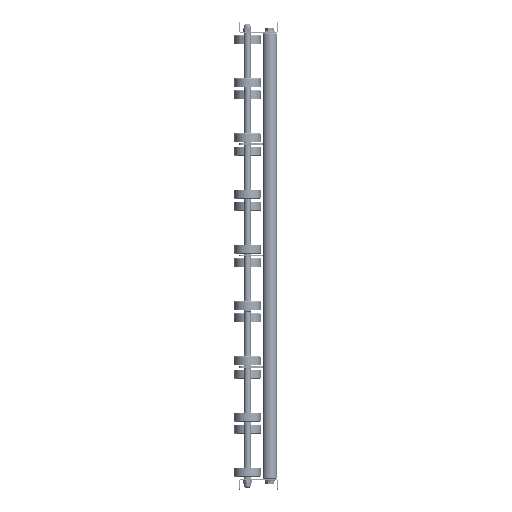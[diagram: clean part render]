
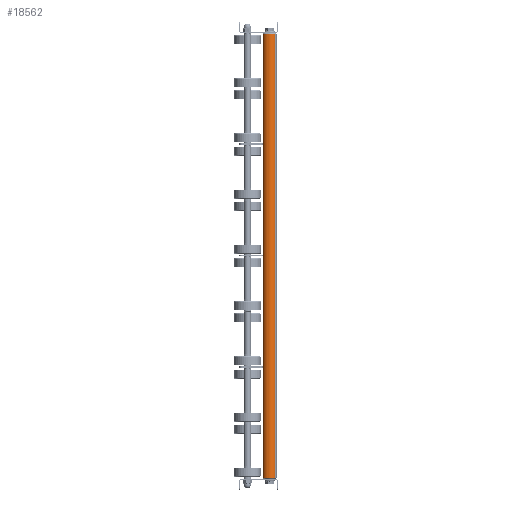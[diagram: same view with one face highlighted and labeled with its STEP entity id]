
A CAD part, left-side view. The second image highlights one B-rep face of the part: STEP entity #18562.
In plain terms, the highlighted cylindrical face has radius 12.5 mm (diameter 25 mm), a partial arc.
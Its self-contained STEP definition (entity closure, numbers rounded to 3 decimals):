
#621 = DIRECTION ( 'NONE',  ( 0., 0., -1. ) ) ;
#1214 = ORIENTED_EDGE ( 'NONE', *, *, #18672, .F. ) ;
#1371 = DIRECTION ( 'NONE',  ( 0., 0., 1. ) ) ;
#2104 = CARTESIAN_POINT ( 'NONE',  ( 800., 0., -12.5 ) ) ;
#2179 = EDGE_CURVE ( 'NONE', #14033, #3348, #23025, .T. ) ;
#3348 = VERTEX_POINT ( 'NONE', #14862 ) ;
#3424 = VERTEX_POINT ( 'NONE', #12196 ) ;
#3787 = LINE ( 'NONE', #5570, #13410 ) ;
#4587 = LINE ( 'NONE', #2104, #16998 ) ;
#5198 = CIRCLE ( 'NONE', #8075, 12.5 ) ;
#5498 = CARTESIAN_POINT ( 'NONE',  ( 1., 0., 12.5 ) ) ;
#5570 = CARTESIAN_POINT ( 'NONE',  ( 800., 0., 12.5 ) ) ;
#5665 = AXIS2_PLACEMENT_3D ( 'NONE', #5804, #21632, #1371 ) ;
#5804 = CARTESIAN_POINT ( 'NONE',  ( 800., 0., 0. ) ) ;
#6256 = CARTESIAN_POINT ( 'NONE',  ( 799., 0., -12.5 ) ) ;
#7435 = AXIS2_PLACEMENT_3D ( 'NONE', #9922, #25310, #621 ) ;
#8075 = AXIS2_PLACEMENT_3D ( 'NONE', #19447, #12370, #26264 ) ;
#8462 = FACE_OUTER_BOUND ( 'NONE', #19243, .T. ) ;
#9823 = VERTEX_POINT ( 'NONE', #5498 ) ;
#9922 = CARTESIAN_POINT ( 'NONE',  ( 799., 0., 0. ) ) ;
#12196 = CARTESIAN_POINT ( 'NONE',  ( 1., 0., -12.5 ) ) ;
#12370 = DIRECTION ( 'NONE',  ( 1., 0., 0. ) ) ;
#12397 = DIRECTION ( 'NONE',  ( -1., 0., 0. ) ) ;
#13204 = CYLINDRICAL_SURFACE ( 'NONE', #5665, 12.5 ) ;
#13410 = VECTOR ( 'NONE', #12397, 1000. ) ;
#13780 = DIRECTION ( 'NONE',  ( -1., 0., 0. ) ) ;
#14033 = VERTEX_POINT ( 'NONE', #6256 ) ;
#14862 = CARTESIAN_POINT ( 'NONE',  ( 799., 0., 12.5 ) ) ;
#15741 = ORIENTED_EDGE ( 'NONE', *, *, #2179, .T. ) ;
#16998 = VECTOR ( 'NONE', #13780, 1000. ) ;
#18562 = ADVANCED_FACE ( 'NONE', ( #8462 ), #13204, .T. ) ;
#18672 = EDGE_CURVE ( 'NONE', #14033, #3424, #4587, .T. ) ;
#19243 = EDGE_LOOP ( 'NONE', ( #1214, #15741, #19702, #24311 ) ) ;
#19447 = CARTESIAN_POINT ( 'NONE',  ( 1., 0., 0. ) ) ;
#19702 = ORIENTED_EDGE ( 'NONE', *, *, #28524, .T. ) ;
#21632 = DIRECTION ( 'NONE',  ( -1., 0., 0. ) ) ;
#23025 = CIRCLE ( 'NONE', #7435, 12.5 ) ;
#24311 = ORIENTED_EDGE ( 'NONE', *, *, #26854, .T. ) ;
#25310 = DIRECTION ( 'NONE',  ( -1., 0., 0. ) ) ;
#26264 = DIRECTION ( 'NONE',  ( 0., 0., -1. ) ) ;
#26854 = EDGE_CURVE ( 'NONE', #9823, #3424, #5198, .T. ) ;
#28524 = EDGE_CURVE ( 'NONE', #3348, #9823, #3787, .T. ) ;
